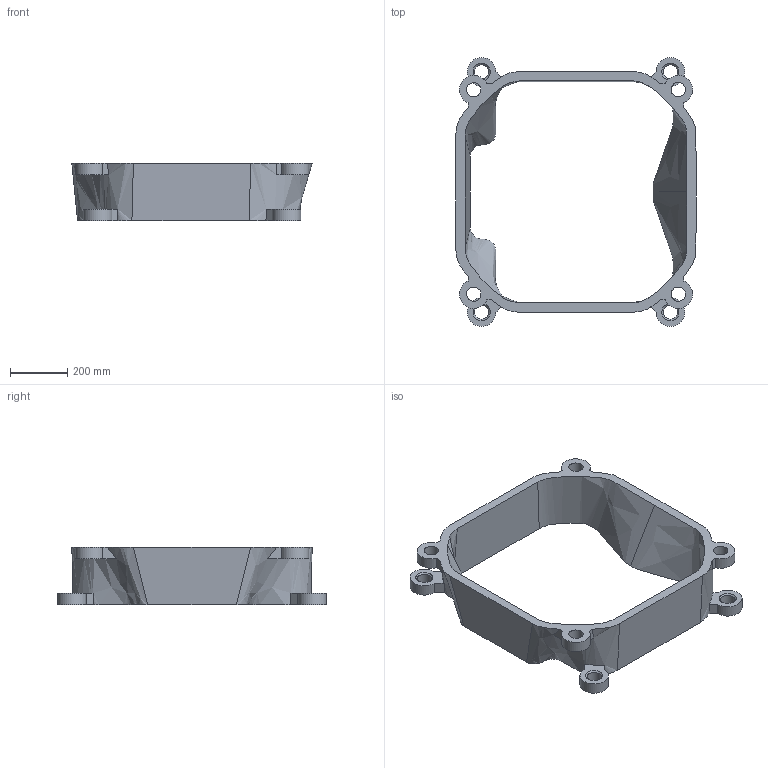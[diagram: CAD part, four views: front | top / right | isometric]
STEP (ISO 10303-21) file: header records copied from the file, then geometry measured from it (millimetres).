
FILE_DESCRIPTION ((), '1');
FILE_NAME ('Fan-adapter-Solid.stp', '2016-02-24T19:55:37', ('Unknown'), ('Unknown'), 'HarmonyWare STEP v1.4.3', 'HarmonyWare Translators', '');
FILE_SCHEMA (('CONFIG_CONTROL_DESIGN'));
Length unit declared in the file: centimetre
Products named in the file (1): Base
Bounding box: 840 x 940 x 200 mm (x, y, z)
Volume: 18885341.2 mm3; surface area: 1519581.9 mm2
Topology: 1 solids, 1 shells, 62 faces, 180 edges, 120 vertices
Faces by surface type: bspline 62
Entity records: 3673 total; most frequent: CARTESIAN_POINT 2522, ORIENTED_EDGE 360, EDGE_CURVE 180, B_SPLINE_CURVE_WITH_KNOTS 128, VERTEX_POINT 120, EDGE_LOOP 80, FACE_OUTER_BOUND 62, ADVANCED_FACE 62
